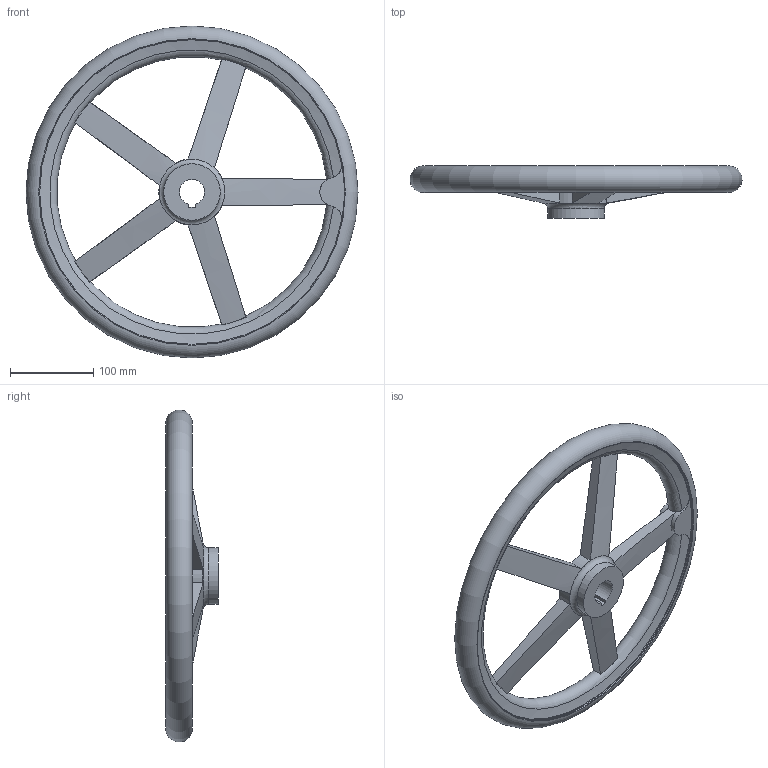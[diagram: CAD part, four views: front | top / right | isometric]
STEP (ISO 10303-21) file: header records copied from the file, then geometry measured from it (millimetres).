
FILE_DESCRIPTION( ( 'STEP AP214' ), '1' );
FILE_NAME( 'K0671.1400X30.stp', '2020-12-09T10:59:41', ( '' ), ( '' ), ' ', 'PARTsolutions', ' ' );
FILE_SCHEMA( ( 'AUTOMOTIVE_DESIGN { 1 0 10303 214 1 1 1 1 }' ) );
Length unit declared in the file: millimetre
Products named in the file (1): _K0671.1400X30
Bounding box: 399.94 x 62.99 x 399.94 mm (x, y, z)
Volume: 1378117.5 mm3; surface area: 201405 mm2
Topology: 1 solids, 1 shells, 55 faces, 167 edges, 108 vertices
Faces by surface type: torus 18, plane 17, cylinder 16, cone 4
Full cylindrical faces by diameter (mm): 68 x2, 368 x2
Entity records: 2782 total; most frequent: CARTESIAN_POINT 971, ORIENTED_EDGE 300, DIRECTION 248, EDGE_CURVE 150, AXIS2_PLACEMENT_3D 110, VERTEX_POINT 105, EDGE_LOOP 74, B_SPLINE_CURVE_WITH_KNOTS 68
